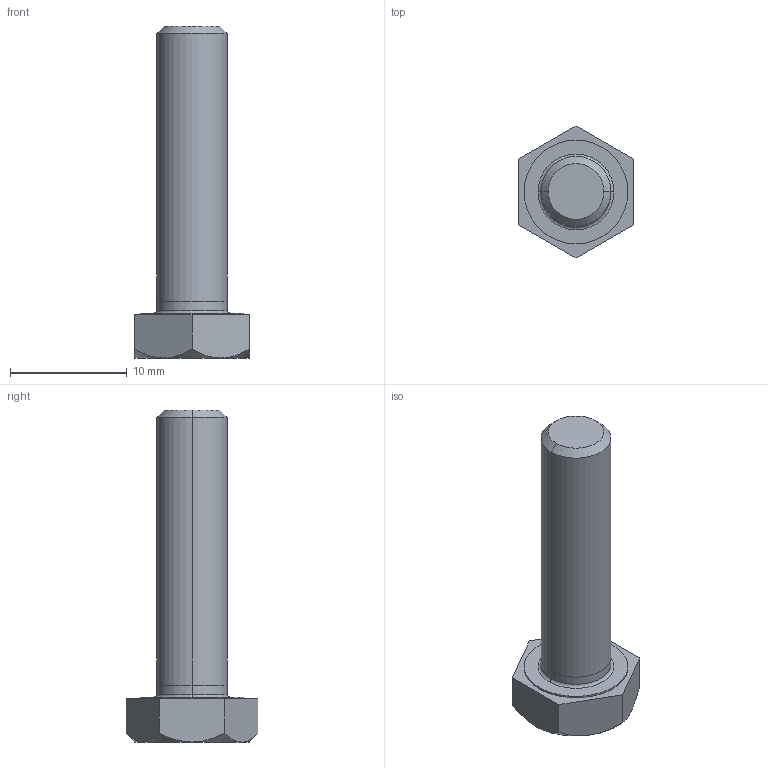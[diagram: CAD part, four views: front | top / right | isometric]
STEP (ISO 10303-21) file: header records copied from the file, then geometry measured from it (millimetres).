
FILE_DESCRIPTION((''),'2;1');
FILE_NAME('DEI4017_A_060_025_88','2015-06-17T',('AndreasKeweloh'),(''),'CREO PARAMETRIC BY PTC INC, 2015080','CREO PARAMETRIC BY PTC INC, 2015080','');
FILE_SCHEMA(('CONFIG_CONTROL_DESIGN'));
Length unit declared in the file: millimetre
Products named in the file (1): DEI4017_A_060_025_88
Bounding box: 9.78 x 11.29 x 28.43 mm (x, y, z)
Volume: 1006 mm3; surface area: 1107.6 mm2
Topology: 1 solids, 2 shells, 27 faces, 58 edges, 36 vertices
Faces by surface type: plane 11, cone 8, cylinder 6, torus 2
Entity records: 808 total; most frequent: CARTESIAN_POINT 176, DIRECTION 128, ORIENTED_EDGE 112, EDGE_CURVE 58, AXIS2_PLACEMENT_3D 54, VERTEX_POINT 36, EDGE_LOOP 30, FACE_OUTER_BOUND 27
